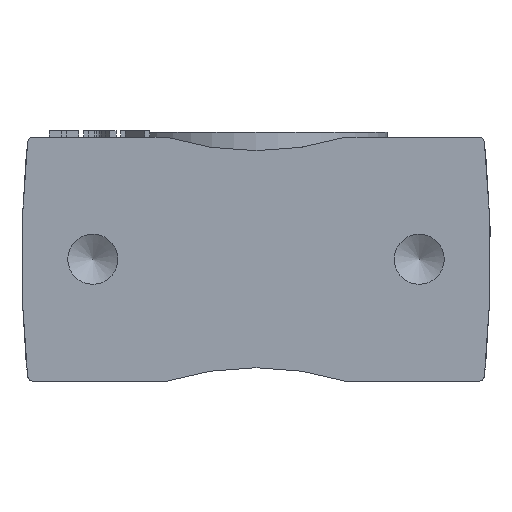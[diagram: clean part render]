
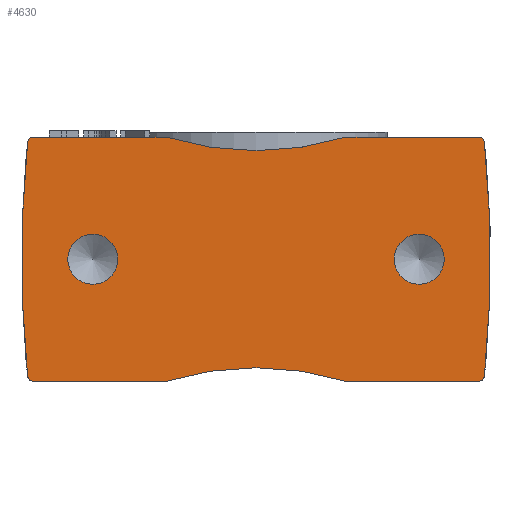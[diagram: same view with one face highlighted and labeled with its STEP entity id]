
A CAD part, front view. The second image highlights one B-rep face of the part: STEP entity #4630.
In plain terms, the highlighted face is planar.
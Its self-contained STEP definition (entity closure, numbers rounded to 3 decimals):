
#374=CIRCLE('',#4863,0.39);
#376=CIRCLE('',#4867,0.39);
#397=CIRCLE('',#4899,4.763);
#398=CIRCLE('',#4902,0.089);
#400=CIRCLE('',#4905,17.544);
#406=CIRCLE('',#4915,0.089);
#407=CIRCLE('',#4918,4.763);
#415=CIRCLE('',#4932,0.089);
#420=CIRCLE('',#4940,17.544);
#421=CIRCLE('',#4942,0.089);
#877=VERTEX_POINT('',#6667);
#880=VERTEX_POINT('',#6674);
#939=VERTEX_POINT('',#8708);
#940=VERTEX_POINT('',#8710);
#941=VERTEX_POINT('',#8714);
#942=VERTEX_POINT('',#8718);
#945=VERTEX_POINT('',#8735);
#953=VERTEX_POINT('',#8951);
#955=VERTEX_POINT('',#8963);
#961=VERTEX_POINT('',#9260);
#973=VERTEX_POINT('',#9506);
#974=VERTEX_POINT('',#9509);
#976=VERTEX_POINT('',#9520);
#977=VERTEX_POINT('',#9524);
#1356=VECTOR('',#5475,1.);
#1363=VECTOR('',#5511,1.);
#1615=LINE('',#8715,#1356);
#1622=LINE('',#8964,#1363);
#1894=EDGE_CURVE('',#877,#877,#374,.T.);
#1896=EDGE_CURVE('',#880,#880,#376,.T.);
#1973=EDGE_CURVE('',#940,#939,#397,.T.);
#1976=EDGE_CURVE('',#941,#939,#1615,.T.);
#1978=EDGE_CURVE('',#942,#941,#398,.T.);
#1982=EDGE_CURVE('',#945,#942,#400,.T.);
#1995=EDGE_CURVE('',#953,#945,#406,.T.);
#1998=EDGE_CURVE('',#953,#955,#1622,.T.);
#2007=EDGE_CURVE('',#955,#961,#407,.T.);
#2026=EDGE_CURVE('',#961,#973,#1622,.T.);
#2028=EDGE_CURVE('',#974,#973,#415,.T.);
#2034=EDGE_CURVE('',#976,#974,#420,.T.);
#2036=EDGE_CURVE('',#977,#976,#421,.T.);
#2037=EDGE_CURVE('',#940,#977,#1615,.T.);
#2945=ORIENTED_EDGE('',*,*,#1894,.T.);
#2946=ORIENTED_EDGE('',*,*,#1896,.T.);
#2947=ORIENTED_EDGE('',*,*,#2036,.F.);
#2948=ORIENTED_EDGE('',*,*,#2037,.F.);
#2949=ORIENTED_EDGE('',*,*,#1973,.T.);
#2950=ORIENTED_EDGE('',*,*,#1976,.F.);
#2951=ORIENTED_EDGE('',*,*,#1978,.F.);
#2952=ORIENTED_EDGE('',*,*,#1982,.F.);
#2953=ORIENTED_EDGE('',*,*,#1995,.F.);
#2954=ORIENTED_EDGE('',*,*,#1998,.T.);
#2955=ORIENTED_EDGE('',*,*,#2007,.T.);
#2956=ORIENTED_EDGE('',*,*,#2026,.T.);
#2957=ORIENTED_EDGE('',*,*,#2028,.F.);
#2958=ORIENTED_EDGE('',*,*,#2034,.F.);
#3927=EDGE_LOOP('',(#2945));
#3928=EDGE_LOOP('',(#2946));
#3929=EDGE_LOOP('',(#2947,#2948,#2949,#2950,#2951,#2952,#2953,#2954,#2955,
#2956,#2957,#2958));
#4284=FACE_BOUND('',#3927,.T.);
#4285=FACE_BOUND('',#3928,.T.);
#4286=FACE_BOUND('',#3929,.T.);
#4630=ADVANCED_FACE('',(#4284,#4285,#4286),#12444,.F.);
#4863=AXIS2_PLACEMENT_3D('',#6666,#5390,#5391);
#4867=AXIS2_PLACEMENT_3D('',#6673,#5398,#5399);
#4899=AXIS2_PLACEMENT_3D('',#8709,#5470,#5471);
#4902=AXIS2_PLACEMENT_3D('',#8719,#5479,#5480);
#4905=AXIS2_PLACEMENT_3D('',#8736,#5486,#5487);
#4915=AXIS2_PLACEMENT_3D('',#8952,#5508,#5509);
#4918=AXIS2_PLACEMENT_3D('',#9261,#5518,#5519);
#4932=AXIS2_PLACEMENT_3D('',#9510,#5550,#5551);
#4940=AXIS2_PLACEMENT_3D('',#9521,#5566,#5567);
#4942=AXIS2_PLACEMENT_3D('',#9525,#5571,#5572);
#4943=AXIS2_PLACEMENT_3D('',#9526,#5573,$);
#5390=DIRECTION('',(0.,0.,1.));
#5391=DIRECTION('',(0.39,0.,0.));
#5398=DIRECTION('',(0.,0.,1.));
#5399=DIRECTION('',(0.39,0.,0.));
#5470=DIRECTION('',(0.,0.,1.));
#5471=DIRECTION('',(-4.763,0.,0.));
#5475=DIRECTION('',(0.,-1.,0.));
#5479=DIRECTION('',(0.,0.,1.));
#5480=DIRECTION('',(-0.066,0.06,0.));
#5486=DIRECTION('',(0.,0.,1.));
#5487=DIRECTION('',(17.544,0.,0.));
#5508=DIRECTION('',(0.,0.,1.));
#5509=DIRECTION('',(0.066,0.06,0.));
#5511=DIRECTION('',(0.,-1.,0.));
#5518=DIRECTION('',(0.,0.,1.));
#5519=DIRECTION('',(4.763,0.,0.));
#5550=DIRECTION('',(0.,0.,1.));
#5551=DIRECTION('',(0.066,-0.06,0.));
#5566=DIRECTION('',(0.,0.,1.));
#5567=DIRECTION('',(-17.544,0.,0.));
#5571=DIRECTION('',(0.,0.,1.));
#5572=DIRECTION('',(-0.066,-0.06,0.));
#5573=DIRECTION('',(0.,0.,1.));
#6666=CARTESIAN_POINT('',(0.,-2.54,0.));
#6667=CARTESIAN_POINT('',(0.39,-2.54,0.));
#6673=CARTESIAN_POINT('',(0.,2.54,0.));
#6674=CARTESIAN_POINT('',(0.39,2.54,0.));
#8708=CARTESIAN_POINT('',(-1.9,1.4,0.));
#8709=CARTESIAN_POINT('',(-6.452,0.,0.));
#8710=CARTESIAN_POINT('',(-1.9,-1.4,0.));
#8714=CARTESIAN_POINT('',(-1.9,3.467,0.));
#8715=CARTESIAN_POINT('',(-1.9,3.547,0.));
#8718=CARTESIAN_POINT('',(-1.82,3.555,0.));
#8719=CARTESIAN_POINT('',(-1.811,3.467,0.));
#8735=CARTESIAN_POINT('',(1.82,3.555,0.));
#8736=CARTESIAN_POINT('',(0.,-13.894,0.));
#8951=CARTESIAN_POINT('',(1.9,3.467,0.));
#8952=CARTESIAN_POINT('',(1.811,3.467,0.));
#8963=CARTESIAN_POINT('',(1.9,1.4,0.));
#8964=CARTESIAN_POINT('',(1.9,3.547,0.));
#9260=CARTESIAN_POINT('',(1.9,-1.4,0.));
#9261=CARTESIAN_POINT('',(6.452,0.,0.));
#9506=CARTESIAN_POINT('',(1.9,-3.467,0.));
#9509=CARTESIAN_POINT('',(1.82,-3.555,0.));
#9510=CARTESIAN_POINT('',(1.811,-3.467,0.));
#9520=CARTESIAN_POINT('',(-1.82,-3.555,0.));
#9521=CARTESIAN_POINT('',(0.,13.894,0.));
#9524=CARTESIAN_POINT('',(-1.9,-3.467,0.));
#9525=CARTESIAN_POINT('',(-1.811,-3.467,0.));
#9526=CARTESIAN_POINT('',(0.941,1.803,0.));
#12444=PLANE('',#4943);
